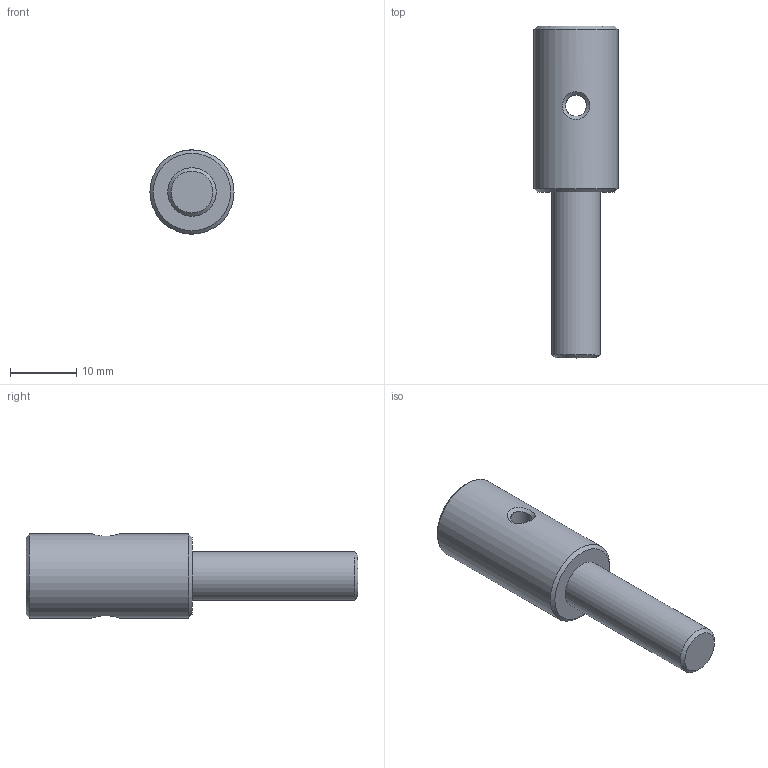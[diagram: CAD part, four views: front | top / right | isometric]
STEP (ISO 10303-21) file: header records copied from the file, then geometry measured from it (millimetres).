
FILE_DESCRIPTION(/* description */ (''),/* implementation_level */ '2;1');
FILE_NAME(/* name */ 'ChickenLegBar.step',/* time_stamp */ '2019-01-07T08:37:11+01:00',/* author */ (''),/* organization */ (''),/* preprocessor_version */ 'ST-DEVELOPER v17.2',/* originating_system */ 'Autodesk Translation Framework v7.6.0.251',/* authorisation */ '');
FILE_SCHEMA (('AUTOMOTIVE_DESIGN { 1 0 10303 214 3 1 1 }'));
Length unit declared in the file: millimetre
Products named in the file (1): ChickenLeg
Bounding box: 12.67 x 50 x 12.67 mm (x, y, z)
Volume: 4013.1 mm3; surface area: 2061.4 mm2
Topology: 1 solids, 1 shells, 43 faces, 107 edges, 68 vertices
Faces by surface type: cylinder 32, plane 4, bspline 4, cone 3
Full cylindrical faces by diameter (mm): 3.175 x1, 3.332 x13, 4.109 x13, 7.3 x1, 12.675 x1
Entity records: 3162 total; most frequent: CARTESIAN_POINT 2220, ORIENTED_EDGE 214, DIRECTION 141, EDGE_CURVE 107, VERTEX_POINT 68, B_SPLINE_CURVE_WITH_KNOTS 59, AXIS2_PLACEMENT_3D 53, EDGE_LOOP 47
